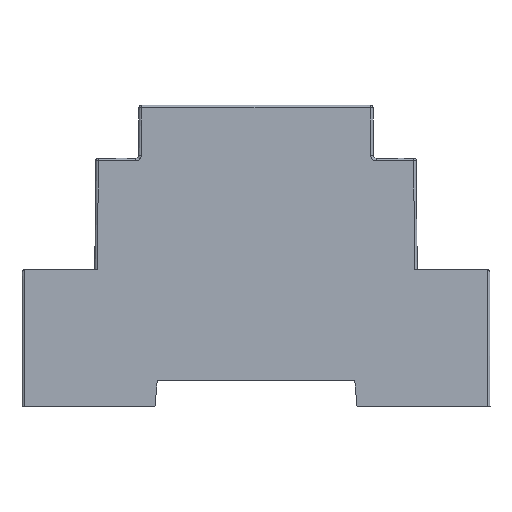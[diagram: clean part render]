
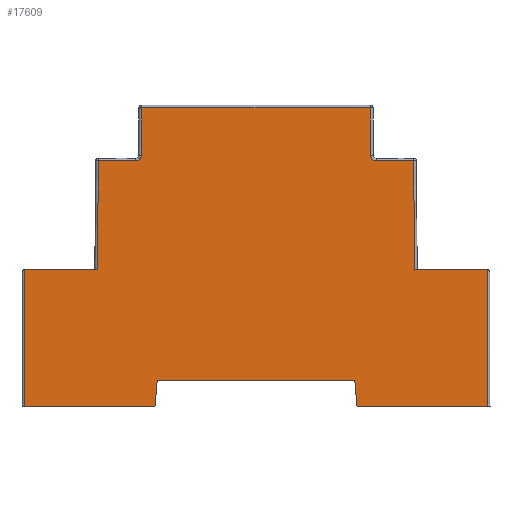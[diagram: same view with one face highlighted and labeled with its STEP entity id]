
A CAD part, left-side view. The second image highlights one B-rep face of the part: STEP entity #17609.
In plain terms, the highlighted planar face has unit normal (-1, 0, 0.009).
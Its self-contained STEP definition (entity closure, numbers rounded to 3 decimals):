
#11053 = VERTEX_POINT('',#11054);
#11054 = CARTESIAN_POINT('',(-26.469,-44.501,14.5));
#11095 = EDGE_CURVE('',#11053,#11096,#11098,.T.);
#11096 = VERTEX_POINT('',#11097);
#11097 = CARTESIAN_POINT('',(-26.7,-44.501,-11.9));
#11098 = LINE('',#11099,#11100);
#11099 = CARTESIAN_POINT('',(-26.526,-44.501,
    7.997));
#11100 = VECTOR('',#11101,1.);
#11101 = DIRECTION('',(-0.009,0.,
    -1.));
#11140 = EDGE_CURVE('',#11096,#11141,#11143,.T.);
#11141 = VERTEX_POINT('',#11142);
#11142 = CARTESIAN_POINT('',(-26.701,-19.439,-11.9));
#11143 = LINE('',#11144,#11145);
#11144 = CARTESIAN_POINT('',(-26.7,-45.001,-11.9));
#11145 = VECTOR('',#11146,1.);
#11146 = DIRECTION('',(0.,1.,0.));
#13305 = VERTEX_POINT('',#13306);
#13306 = CARTESIAN_POINT('',(-26.47,-30.501,14.5));
#13326 = EDGE_CURVE('',#13305,#11053,#13327,.T.);
#13327 = LINE('',#13328,#13329);
#13328 = CARTESIAN_POINT('',(-26.469,-45.001,14.5));
#13329 = VECTOR('',#13330,1.);
#13330 = DIRECTION('',(0.,-1.,0.));
#13988 = VERTEX_POINT('',#13989);
#13989 = CARTESIAN_POINT('',(-26.288,-30.319,
    35.404));
#13998 = EDGE_CURVE('',#13988,#13305,#13999,.T.);
#13999 = LINE('',#14000,#14001);
#14000 = CARTESIAN_POINT('',(-26.469,-30.5,
    14.666));
#14001 = VECTOR('',#14002,1.);
#14002 = DIRECTION('',(-0.009,-0.009,
    -1.));
#14538 = VERTEX_POINT('',#14539);
#14539 = CARTESIAN_POINT('',(-26.288,-23.097,
    35.404));
#14547 = EDGE_CURVE('',#14538,#13988,#14548,.T.);
#14548 = LINE('',#14549,#14550);
#14549 = CARTESIAN_POINT('',(-26.288,-22.501,
    35.404));
#14550 = VECTOR('',#14551,1.);
#14551 = DIRECTION('',(0.,-1.,0.));
#15304 = VERTEX_POINT('',#15305);
#15305 = CARTESIAN_POINT('',(-26.28,-22.097,
    36.396));
#15316 = VERTEX_POINT('',#15317);
#15317 = CARTESIAN_POINT('',(-26.199,-22.016,
    45.604));
#15326 = EDGE_CURVE('',#15316,#15304,#15327,.T.);
#15327 = LINE('',#15328,#15329);
#15328 = CARTESIAN_POINT('',(-26.376,-22.193,
    25.328));
#15329 = VECTOR('',#15330,1.);
#15330 = DIRECTION('',(-0.009,-0.009,
    -1.));
#15438 = VERTEX_POINT('',#15439);
#15439 = CARTESIAN_POINT('',(-26.202,22.014,
    45.604));
#15448 = EDGE_CURVE('',#15438,#15316,#15449,.T.);
#15449 = LINE('',#15450,#15451);
#15450 = CARTESIAN_POINT('',(-26.199,-22.501,
    45.604));
#15451 = VECTOR('',#15452,1.);
#15452 = DIRECTION('',(0.,-1.,0.));
#15524 = VERTEX_POINT('',#15525);
#15525 = CARTESIAN_POINT('',(-26.282,22.095,
    36.396));
#15534 = EDGE_CURVE('',#15524,#15438,#15535,.T.);
#15535 = LINE('',#15536,#15537);
#15536 = CARTESIAN_POINT('',(-26.377,22.19,
    25.491));
#15537 = VECTOR('',#15538,1.);
#15538 = DIRECTION('',(0.009,-0.009,
    1.));
#16317 = VERTEX_POINT('',#16318);
#16318 = CARTESIAN_POINT('',(-26.291,23.095,
    35.404));
#16329 = VERTEX_POINT('',#16330);
#16330 = CARTESIAN_POINT('',(-26.291,30.316,
    35.404));
#16339 = EDGE_CURVE('',#16329,#16317,#16340,.T.);
#16340 = LINE('',#16341,#16342);
#16341 = CARTESIAN_POINT('',(-26.288,-22.501,
    35.404));
#16342 = VECTOR('',#16343,1.);
#16343 = DIRECTION('',(0.,-1.,0.));
#16864 = VERTEX_POINT('',#16865);
#16865 = CARTESIAN_POINT('',(-26.474,30.499,14.5));
#16874 = EDGE_CURVE('',#16864,#16329,#16875,.T.);
#16875 = LINE('',#16876,#16877);
#16876 = CARTESIAN_POINT('',(-26.471,30.496,
    14.827));
#16877 = VECTOR('',#16878,1.);
#16878 = DIRECTION('',(0.009,-0.009,
    1.));
#17173 = VERTEX_POINT('',#17174);
#17174 = CARTESIAN_POINT('',(-26.475,44.499,14.5));
#17180 = EDGE_CURVE('',#17173,#16864,#17181,.T.);
#17181 = LINE('',#17182,#17183);
#17182 = CARTESIAN_POINT('',(-26.469,-45.001,14.5));
#17183 = VECTOR('',#17184,1.);
#17184 = DIRECTION('',(0.,-1.,0.));
#17198 = VERTEX_POINT('',#17199);
#17199 = CARTESIAN_POINT('',(-26.705,44.499,-11.9));
#17228 = VERTEX_POINT('',#17229);
#17229 = CARTESIAN_POINT('',(-26.704,19.436,-11.9));
#17235 = EDGE_CURVE('',#17228,#17198,#17236,.T.);
#17236 = LINE('',#17237,#17238);
#17237 = CARTESIAN_POINT('',(-26.7,-45.001,-11.9));
#17238 = VECTOR('',#17239,1.);
#17239 = DIRECTION('',(0.,1.,0.));
#17317 = EDGE_CURVE('',#17198,#17173,#17318,.T.);
#17318 = LINE('',#17319,#17320);
#17319 = CARTESIAN_POINT('',(-26.531,44.499,
    7.997));
#17320 = VECTOR('',#17321,1.);
#17321 = DIRECTION('',(0.009,0.,
    1.));
#17609 = ADVANCED_FACE('',(#17610),#17689,.T.);
#17610 = FACE_BOUND('',#17611,.T.);
#17611 = EDGE_LOOP('',(#17612,#17620,#17628,#17634,#17635,#17636,#17637,
    #17638,#17639,#17660,#17661,#17662,#17663,#17684,#17685,#17686,
    #17687,#17688));
#17612 = ORIENTED_EDGE('',*,*,#17613,.T.);
#17613 = EDGE_CURVE('',#17228,#17614,#17616,.T.);
#17614 = VERTEX_POINT('',#17615);
#17615 = CARTESIAN_POINT('',(-26.66,18.999,-6.9));
#17616 = LINE('',#17617,#17618);
#17617 = CARTESIAN_POINT('',(-26.704,19.436,-11.9));
#17618 = VECTOR('',#17619,1.);
#17619 = DIRECTION('',(0.009,-0.087,
    0.996));
#17620 = ORIENTED_EDGE('',*,*,#17621,.T.);
#17621 = EDGE_CURVE('',#17614,#17622,#17624,.T.);
#17622 = VERTEX_POINT('',#17623);
#17623 = CARTESIAN_POINT('',(-26.658,-19.001,-6.9));
#17624 = LINE('',#17625,#17626);
#17625 = CARTESIAN_POINT('',(-26.656,-45.001,-6.9));
#17626 = VECTOR('',#17627,1.);
#17627 = DIRECTION('',(0.,-1.,0.));
#17628 = ORIENTED_EDGE('',*,*,#17629,.T.);
#17629 = EDGE_CURVE('',#17622,#11141,#17630,.T.);
#17630 = LINE('',#17631,#17632);
#17631 = CARTESIAN_POINT('',(-26.658,-19.001,-6.9));
#17632 = VECTOR('',#17633,1.);
#17633 = DIRECTION('',(-0.009,-0.087,
    -0.996));
#17634 = ORIENTED_EDGE('',*,*,#11140,.F.);
#17635 = ORIENTED_EDGE('',*,*,#11095,.F.);
#17636 = ORIENTED_EDGE('',*,*,#13326,.F.);
#17637 = ORIENTED_EDGE('',*,*,#13998,.F.);
#17638 = ORIENTED_EDGE('',*,*,#14547,.F.);
#17639 = ORIENTED_EDGE('',*,*,#17640,.T.);
#17640 = EDGE_CURVE('',#14538,#15304,#17641,.T.);
#17641 = B_SPLINE_CURVE_WITH_KNOTS('',3,(#17642,#17643,#17644,#17645,
    #17646,#17647,#17648,#17649,#17650,#17651,#17652,#17653,#17654,
    #17655,#17656,#17657,#17658,#17659),.UNSPECIFIED.,.F.,.F.,(4,1,1,2,2
    ,2,1,1,2,2,4),(0.,0.125,0.188,0.219,0.25,0.5,0.625,0.688,0.719
    ,0.75,1.),.UNSPECIFIED.);
#17642 = CARTESIAN_POINT('',(-26.288,-23.097,
    35.404));
#17643 = CARTESIAN_POINT('',(-26.288,-23.033,
    35.404));
#17644 = CARTESIAN_POINT('',(-26.288,-22.94,
    35.413));
#17645 = CARTESIAN_POINT('',(-26.288,-22.834,
    35.438));
#17646 = CARTESIAN_POINT('',(-26.288,-22.79,
    35.453));
#17647 = CARTESIAN_POINT('',(-26.288,-22.76,
    35.463));
#17648 = CARTESIAN_POINT('',(-26.288,-22.746,
    35.468));
#17649 = CARTESIAN_POINT('',(-26.287,-22.603,
    35.524));
#17650 = CARTESIAN_POINT('',(-26.287,-22.49,
    35.598));
#17651 = CARTESIAN_POINT('',(-26.285,-22.344,
    35.742));
#17652 = CARTESIAN_POINT('',(-26.285,-22.28,
    35.82));
#17653 = CARTESIAN_POINT('',(-26.284,-22.22,
    35.922));
#17654 = CARTESIAN_POINT('',(-26.283,-22.197,
    35.967));
#17655 = CARTESIAN_POINT('',(-26.283,-22.183,
    35.998));
#17656 = CARTESIAN_POINT('',(-26.283,-22.175,
    36.015));
#17657 = CARTESIAN_POINT('',(-26.282,-22.122,
    36.147));
#17658 = CARTESIAN_POINT('',(-26.281,-22.098,
    36.269));
#17659 = CARTESIAN_POINT('',(-26.28,-22.097,
    36.396));
#17660 = ORIENTED_EDGE('',*,*,#15326,.F.);
#17661 = ORIENTED_EDGE('',*,*,#15448,.F.);
#17662 = ORIENTED_EDGE('',*,*,#15534,.F.);
#17663 = ORIENTED_EDGE('',*,*,#17664,.T.);
#17664 = EDGE_CURVE('',#15524,#16317,#17665,.T.);
#17665 = B_SPLINE_CURVE_WITH_KNOTS('',3,(#17666,#17667,#17668,#17669,
    #17670,#17671,#17672,#17673,#17674,#17675,#17676,#17677,#17678,
    #17679,#17680,#17681,#17682,#17683),.UNSPECIFIED.,.F.,.F.,(4,1,1,2,2
    ,2,1,1,2,2,4),(0.,0.125,0.188,0.219,0.25,0.5,0.625,0.688,0.719
    ,0.75,1.),.UNSPECIFIED.);
#17666 = CARTESIAN_POINT('',(-26.282,22.095,
    36.396));
#17667 = CARTESIAN_POINT('',(-26.283,22.095,
    36.332));
#17668 = CARTESIAN_POINT('',(-26.284,22.105,
    36.239));
#17669 = CARTESIAN_POINT('',(-26.285,22.131,
    36.134));
#17670 = CARTESIAN_POINT('',(-26.285,22.146,
    36.089));
#17671 = CARTESIAN_POINT('',(-26.285,22.156,
    36.059));
#17672 = CARTESIAN_POINT('',(-26.285,22.161,
    36.046));
#17673 = CARTESIAN_POINT('',(-26.287,22.219,
    35.903));
#17674 = CARTESIAN_POINT('',(-26.288,22.294,
    35.791));
#17675 = CARTESIAN_POINT('',(-26.289,22.439,
    35.646));
#17676 = CARTESIAN_POINT('',(-26.289,22.518,
    35.582));
#17677 = CARTESIAN_POINT('',(-26.29,22.62,
    35.523));
#17678 = CARTESIAN_POINT('',(-26.29,22.666,
    35.501));
#17679 = CARTESIAN_POINT('',(-26.29,22.697,
    35.487));
#17680 = CARTESIAN_POINT('',(-26.29,22.714,
    35.48));
#17681 = CARTESIAN_POINT('',(-26.291,22.846,
    35.428));
#17682 = CARTESIAN_POINT('',(-26.291,22.968,
    35.404));
#17683 = CARTESIAN_POINT('',(-26.291,23.095,
    35.404));
#17684 = ORIENTED_EDGE('',*,*,#16339,.F.);
#17685 = ORIENTED_EDGE('',*,*,#16874,.F.);
#17686 = ORIENTED_EDGE('',*,*,#17180,.F.);
#17687 = ORIENTED_EDGE('',*,*,#17317,.F.);
#17688 = ORIENTED_EDGE('',*,*,#17235,.F.);
#17689 = PLANE('',#17690);
#17690 = AXIS2_PLACEMENT_3D('',#17691,#17692,#17693);
#17691 = CARTESIAN_POINT('',(-26.469,-45.001,14.5));
#17692 = DIRECTION('',(-1.,0.,
    0.009));
#17693 = DIRECTION('',(0.009,0.,
    1.));
